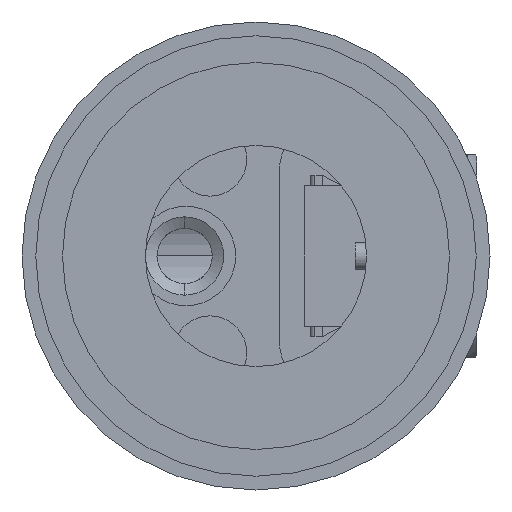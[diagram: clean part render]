
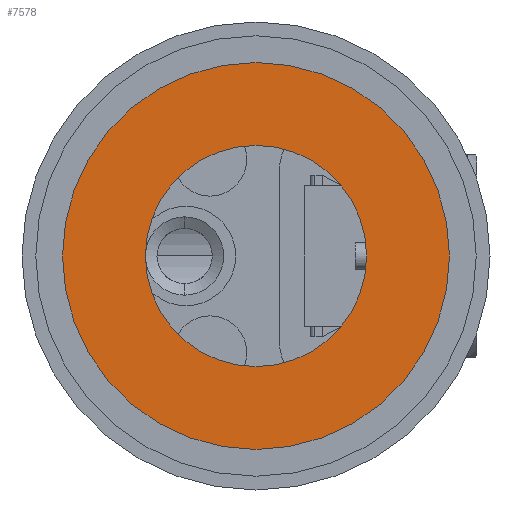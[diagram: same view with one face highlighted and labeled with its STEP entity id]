
A CAD part, left-side view. The second image highlights one B-rep face of the part: STEP entity #7578.
In plain terms, the highlighted planar face has unit normal (-1, 0, 0).
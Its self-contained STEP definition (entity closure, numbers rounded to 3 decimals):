
#451 = CARTESIAN_POINT ( 'NONE',  ( -15., 0., 12. ) ) ;
#488 = VERTEX_POINT ( 'NONE', #4295 ) ;
#772 = ORIENTED_EDGE ( 'NONE', *, *, #907, .T. ) ;
#896 = AXIS2_PLACEMENT_3D ( 'NONE', #1173, #2428, #4843 ) ;
#907 = EDGE_CURVE ( 'NONE', #6737, #7218, #6470, .T. ) ;
#921 = DIRECTION ( 'NONE',  ( -1., 0., 0. ) ) ;
#1088 = CIRCLE ( 'NONE', #3105, 12. ) ;
#1140 = DIRECTION ( 'NONE',  ( -1., 0., 0. ) ) ;
#1173 = CARTESIAN_POINT ( 'NONE',  ( -15., 21., 0. ) ) ;
#1326 = AXIS2_PLACEMENT_3D ( 'NONE', #6837, #2008, #2739 ) ;
#1382 = ORIENTED_EDGE ( 'NONE', *, *, #6833, .T. ) ;
#1472 = ORIENTED_EDGE ( 'NONE', *, *, #4797, .F. ) ;
#1516 = CARTESIAN_POINT ( 'NONE',  ( -15., 0., 0. ) ) ;
#1734 = EDGE_CURVE ( 'NONE', #488, #3249, #7375, .T. ) ;
#2008 = DIRECTION ( 'NONE',  ( -1., 0., 0. ) ) ;
#2428 = DIRECTION ( 'NONE',  ( 1., 0., 0. ) ) ;
#2506 = FACE_BOUND ( 'NONE', #7269, .T. ) ;
#2739 = DIRECTION ( 'NONE',  ( 0., 0., 1. ) ) ;
#2998 = EDGE_LOOP ( 'NONE', ( #1382, #772 ) ) ;
#3105 = AXIS2_PLACEMENT_3D ( 'NONE', #6530, #1140, #3545 ) ;
#3249 = VERTEX_POINT ( 'NONE', #451 ) ;
#3473 = CIRCLE ( 'NONE', #4232, 21. ) ;
#3480 = ORIENTED_EDGE ( 'NONE', *, *, #1734, .F. ) ;
#3545 = DIRECTION ( 'NONE',  ( 0., 0., 1. ) ) ;
#3580 = PLANE ( 'NONE',  #896 ) ;
#3971 = DIRECTION ( 'NONE',  ( -1., 0., 0. ) ) ;
#4232 = AXIS2_PLACEMENT_3D ( 'NONE', #6251, #3971, #5146 ) ;
#4295 = CARTESIAN_POINT ( 'NONE',  ( -15., 0., -12. ) ) ;
#4797 = EDGE_CURVE ( 'NONE', #3249, #488, #1088, .T. ) ;
#4843 = DIRECTION ( 'NONE',  ( 0., 0., -1. ) ) ;
#5146 = DIRECTION ( 'NONE',  ( 0., 0., 1. ) ) ;
#5222 = CARTESIAN_POINT ( 'NONE',  ( -15., 0., -21. ) ) ;
#5603 = CARTESIAN_POINT ( 'NONE',  ( -15., 0., 21. ) ) ;
#6235 = DIRECTION ( 'NONE',  ( 0., 0., 1. ) ) ;
#6251 = CARTESIAN_POINT ( 'NONE',  ( -15., 0., 0. ) ) ;
#6470 = CIRCLE ( 'NONE', #7229, 21. ) ;
#6530 = CARTESIAN_POINT ( 'NONE',  ( -15., 0., 0. ) ) ;
#6681 = FACE_OUTER_BOUND ( 'NONE', #2998, .T. ) ;
#6737 = VERTEX_POINT ( 'NONE', #5222 ) ;
#6833 = EDGE_CURVE ( 'NONE', #7218, #6737, #3473, .T. ) ;
#6837 = CARTESIAN_POINT ( 'NONE',  ( -15., 0., 0. ) ) ;
#7218 = VERTEX_POINT ( 'NONE', #5603 ) ;
#7229 = AXIS2_PLACEMENT_3D ( 'NONE', #1516, #921, #6235 ) ;
#7269 = EDGE_LOOP ( 'NONE', ( #1472, #3480 ) ) ;
#7375 = CIRCLE ( 'NONE', #1326, 12. ) ;
#7578 = ADVANCED_FACE ( 'NONE', ( #2506, #6681 ), #3580, .F. ) ;
